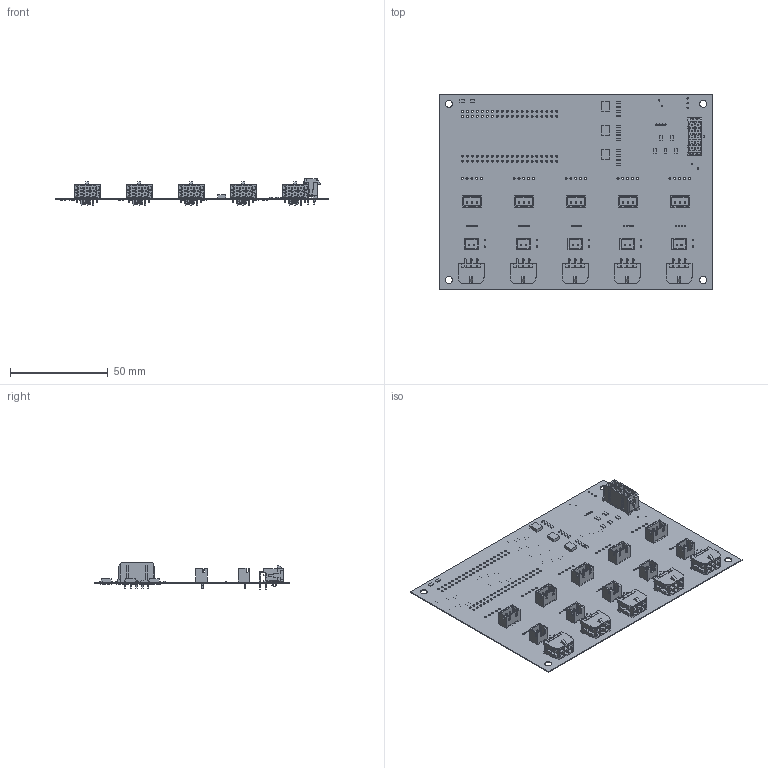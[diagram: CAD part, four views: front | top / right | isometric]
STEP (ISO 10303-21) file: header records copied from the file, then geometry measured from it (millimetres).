
FILE_DESCRIPTION(('Open CASCADE Model'),'2;1');
FILE_NAME('Open CASCADE Shape Model','2021-11-12T14:29:55',('Author'),( 'Open CASCADE'),'Open CASCADE STEP processor 6.8','Open CASCADE 6.8' ,'Unknown');
FILE_SCHEMA(('AUTOMOTIVE_DESIGN { 1 0 10303 214 1 1 1 1 }'));
Length unit declared in the file: millimetre
Products named in the file (96): PCB; Board; Open CASCADE STEP translator 6.8 1.1.1; R14_U_low-pass-filter_8; 6285291696; Extruded; R14_U_low-pass-filter_7; R14_U_low-pass-filter_6; R14_U_low-pass-filter_5; R14_U_low-pass-filter_4; R14_U_low-pass-filter_3; R14_U_low-pass-filter_2; R14_U_low-pass-filter_1; R14_U_low-pass-filter_0; R13_U_low-pass-filter_8; R13_U_low-pass-filter_7; R13_U_low-pass-filter_6; R13_U_low-pass-filter_5; R13_U_low-pass-filter_4; R13_U_low-pass-filter_3; R13_U_low-pass-filter_2; R13_U_low-pass-filter_1; R13_U_low-pass-filter_0; R12_U_low-pass-filter_8; R12_U_low-pass-filter_7; R12_U_low-pass-filter_6; R12_U_low-pass-filter_5; R12_U_low-pass-filter_4; R12_U_low-pass-filter_3; R12_U_low-pass-filter_2; R12_U_low-pass-filter_1; R12_U_low-pass-filter_0; C4; 6283110384; C2; C1; U1_U_isolation_2; 6283110624; U1_U_isolation_1; U1_U_isolation_0 ...
Assembly tree (180 placements, depth 4):
  PCB
    Board
      Open CASCADE STEP translator 6.8 1.1.1
    R14_U_low-pass-filter_8
      6285291696
        Extruded
    R14_U_low-pass-filter_7
      6285291696
        Extruded
    R14_U_low-pass-filter_6
      6285291696
        Extruded
    R14_U_low-pass-filter_5
      6285291696
        Extruded
    R14_U_low-pass-filter_4
      6285291696
        Extruded
    R14_U_low-pass-filter_3
      6285291696
        Extruded
    R14_U_low-pass-filter_2
      6285291696
        Extruded
    R14_U_low-pass-filter_1
      6285291696
        Extruded
    R14_U_low-pass-filter_0
      6285291696
        Extruded
    R13_U_low-pass-filter_8
      6285291696
        Extruded
    R13_U_low-pass-filter_7
      6285291696
        Extruded
    R13_U_low-pass-filter_6
      6285291696
        Extruded
    R13_U_low-pass-filter_5
      6285291696
        Extruded
    R13_U_low-pass-filter_4
      6285291696
        Extruded
    R13_U_low-pass-filter_3
      6285291696
        Extruded
    R13_U_low-pass-filter_2
      6285291696
        Extruded
    R13_U_low-pass-filter_1
      6285291696
        Extruded
    R13_U_low-pass-filter_0
      6285291696
        Extruded
    R12_U_low-pass-filter_8
      6285291696
        Extruded
Bounding box: 139.95 x 99.95 x 13.49 mm (x, y, z)
Volume: 10878.9 mm3; surface area: 41673.5 mm2
Topology: 122 solids, 122 shells, 4246 faces, 10969 edges, 7186 vertices
Faces by surface type: plane 3830, cylinder 412, cone 4
Full cylindrical faces by diameter (mm): 0.636 x17, 0.736 x24, 1 x25, 1.02 x122, 1.06 x25, 3 x5, 3.6 x4
Entity records: 46273 total; most frequent: CARTESIAN_POINT 7681, DIRECTION 7375, ORIENTED_EDGE 7280, EDGE_CURVE 3640, LINE 3047, VECTOR 3047, VERTEX_POINT 2368, AXIS2_PLACEMENT_3D 2164
